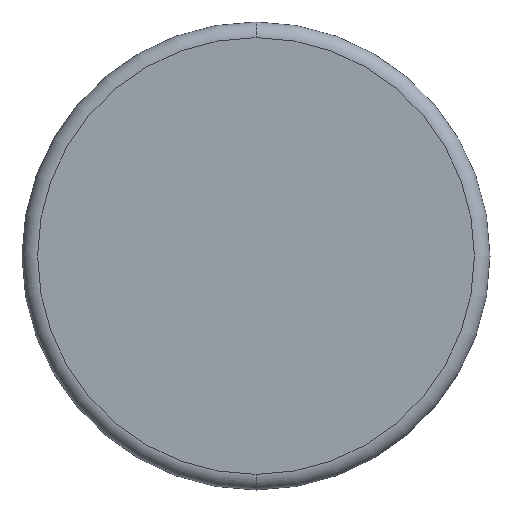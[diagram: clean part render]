
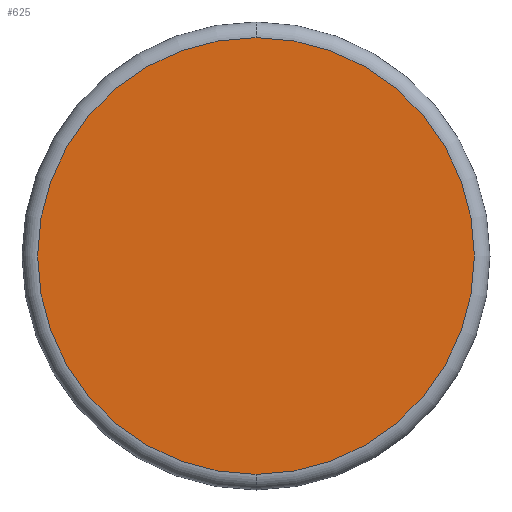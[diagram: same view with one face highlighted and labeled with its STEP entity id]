
A CAD part, front view. The second image highlights one B-rep face of the part: STEP entity #625.
In plain terms, the highlighted planar face has unit normal (0, -1, 0).
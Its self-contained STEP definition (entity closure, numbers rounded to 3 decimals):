
#24 = DIRECTION ( 'NONE',  ( 0., -1., 0. ) ) ;
#45 = AXIS2_PLACEMENT_3D ( 'NONE', #486, #561, #702 ) ;
#88 = AXIS2_PLACEMENT_3D ( 'NONE', #634, #838, #423 ) ;
#113 = CIRCLE ( 'NONE', #370, 14. ) ;
#130 = CIRCLE ( 'NONE', #88, 14. ) ;
#224 = CARTESIAN_POINT ( 'NONE',  ( 0., -3., 0. ) ) ;
#300 = ORIENTED_EDGE ( 'NONE', *, *, #706, .T. ) ;
#338 = VERTEX_POINT ( 'NONE', #671 ) ;
#370 = AXIS2_PLACEMENT_3D ( 'NONE', #224, #24, #575 ) ;
#376 = EDGE_LOOP ( 'NONE', ( #300, #567 ) ) ;
#423 = DIRECTION ( 'NONE',  ( 0., 0., -1. ) ) ;
#427 = PLANE ( 'NONE',  #45 ) ;
#430 = VERTEX_POINT ( 'NONE', #863 ) ;
#486 = CARTESIAN_POINT ( 'NONE',  ( 0., -3., 0. ) ) ;
#561 = DIRECTION ( 'NONE',  ( 0., -1., 0. ) ) ;
#567 = ORIENTED_EDGE ( 'NONE', *, *, #604, .T. ) ;
#575 = DIRECTION ( 'NONE',  ( 0., 0., -1. ) ) ;
#604 = EDGE_CURVE ( 'NONE', #430, #338, #130, .T. ) ;
#625 = ADVANCED_FACE ( 'NONE', ( #713 ), #427, .T. ) ;
#634 = CARTESIAN_POINT ( 'NONE',  ( 0., -3., 0. ) ) ;
#671 = CARTESIAN_POINT ( 'NONE',  ( 0., -3., -14. ) ) ;
#702 = DIRECTION ( 'NONE',  ( 0., 0., -1. ) ) ;
#706 = EDGE_CURVE ( 'NONE', #338, #430, #113, .T. ) ;
#713 = FACE_OUTER_BOUND ( 'NONE', #376, .T. ) ;
#838 = DIRECTION ( 'NONE',  ( 0., -1., 0. ) ) ;
#863 = CARTESIAN_POINT ( 'NONE',  ( 0., -3., 14. ) ) ;
